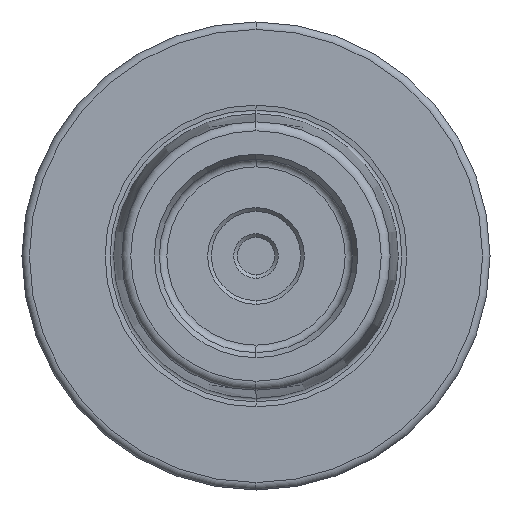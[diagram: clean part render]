
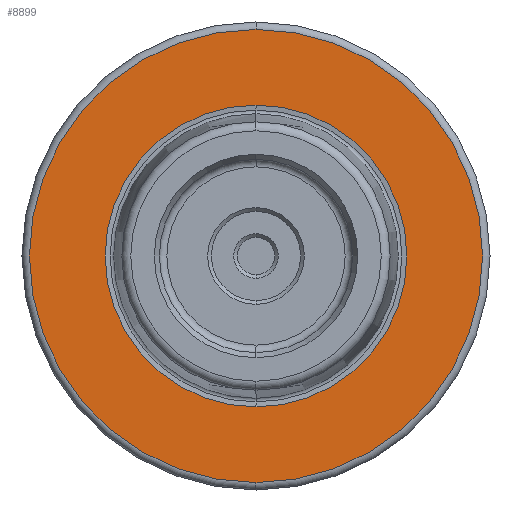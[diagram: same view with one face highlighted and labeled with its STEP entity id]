
A CAD part, left-side view. The second image highlights one B-rep face of the part: STEP entity #8899.
In plain terms, the highlighted planar face has unit normal (-1, 0, 0).
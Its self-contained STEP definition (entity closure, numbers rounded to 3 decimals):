
#187 = EDGE_CURVE ( 'NONE', #568, #500, #12192, .T. ) ;
#202 = EDGE_CURVE ( 'NONE', #439, #301, #12252, .T. ) ;
#301 = VERTEX_POINT ( 'NONE', #6542 ) ;
#305 = AXIS2_PLACEMENT_3D ( 'NONE', #7215, #7226, #7235 ) ;
#315 = AXIS2_PLACEMENT_3D ( 'NONE', #7183, #7167, #7174 ) ;
#439 = VERTEX_POINT ( 'NONE', #9495 ) ;
#500 = VERTEX_POINT ( 'NONE', #10002 ) ;
#568 = VERTEX_POINT ( 'NONE', #12142 ) ;
#2674 = CARTESIAN_POINT ( 'NONE',  ( 0., 0., 0. ) ) ;
#2681 = DIRECTION ( 'NONE',  ( -1., 0., 0. ) ) ;
#2685 = DIRECTION ( 'NONE',  ( 0., 0., 1. ) ) ;
#3829 = ORIENTED_EDGE ( 'NONE', *, *, #23308, .T. ) ;
#3841 = ORIENTED_EDGE ( 'NONE', *, *, #187, .T. ) ;
#3851 = ORIENTED_EDGE ( 'NONE', *, *, #202, .T. ) ;
#5367 = EDGE_LOOP ( 'NONE', ( #24060, #3851 ) ) ;
#5378 = EDGE_LOOP ( 'NONE', ( #3829, #3841 ) ) ;
#5955 = AXIS2_PLACEMENT_3D ( 'NONE', #2674, #2681, #2685 ) ;
#6240 = AXIS2_PLACEMENT_3D ( 'NONE', #19807, #19781, #19806 ) ;
#6341 = AXIS2_PLACEMENT_3D ( 'NONE', #20955, #20945, #20951 ) ;
#6542 = CARTESIAN_POINT ( 'NONE',  ( 0., 0., 30.5 ) ) ;
#7167 = DIRECTION ( 'NONE',  ( 1., 0., 0. ) ) ;
#7174 = DIRECTION ( 'NONE',  ( 0., 0., -1. ) ) ;
#7183 = CARTESIAN_POINT ( 'NONE',  ( 0., 0., 0. ) ) ;
#7215 = CARTESIAN_POINT ( 'NONE',  ( 0., 0., 0. ) ) ;
#7226 = DIRECTION ( 'NONE',  ( -1., 0., 0. ) ) ;
#7235 = DIRECTION ( 'NONE',  ( 0., 0., 1. ) ) ;
#8899 = ADVANCED_FACE ( 'NONE', ( #18851, #18839 ), #19800, .T. ) ;
#9495 = CARTESIAN_POINT ( 'NONE',  ( 0., 0., -30.5 ) ) ;
#10002 = CARTESIAN_POINT ( 'NONE',  ( 0., 0., 20.308 ) ) ;
#12142 = CARTESIAN_POINT ( 'NONE',  ( 0., 0., -20.308 ) ) ;
#12192 = CIRCLE ( 'NONE', #315, 20.308 ) ;
#12252 = CIRCLE ( 'NONE', #305, 30.5 ) ;
#18839 = FACE_BOUND ( 'NONE', #5378, .T. ) ;
#18851 = FACE_OUTER_BOUND ( 'NONE', #5367, .T. ) ;
#18994 = CIRCLE ( 'NONE', #6341, 20.308 ) ;
#19402 = CIRCLE ( 'NONE', #5955, 30.5 ) ;
#19781 = DIRECTION ( 'NONE',  ( -1., 0., 0. ) ) ;
#19800 = PLANE ( 'NONE',  #6240 ) ;
#19806 = DIRECTION ( 'NONE',  ( 0., 0., 1. ) ) ;
#19807 = CARTESIAN_POINT ( 'NONE',  ( 0., 20.308, 0. ) ) ;
#20945 = DIRECTION ( 'NONE',  ( 1., 0., 0. ) ) ;
#20951 = DIRECTION ( 'NONE',  ( 0., 0., -1. ) ) ;
#20955 = CARTESIAN_POINT ( 'NONE',  ( 0., 0., 0. ) ) ;
#23308 = EDGE_CURVE ( 'NONE', #500, #568, #18994, .T. ) ;
#23714 = EDGE_CURVE ( 'NONE', #301, #439, #19402, .T. ) ;
#24060 = ORIENTED_EDGE ( 'NONE', *, *, #23714, .T. ) ;
